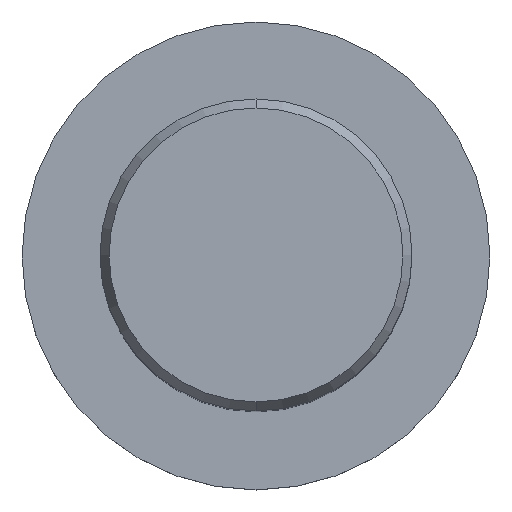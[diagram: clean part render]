
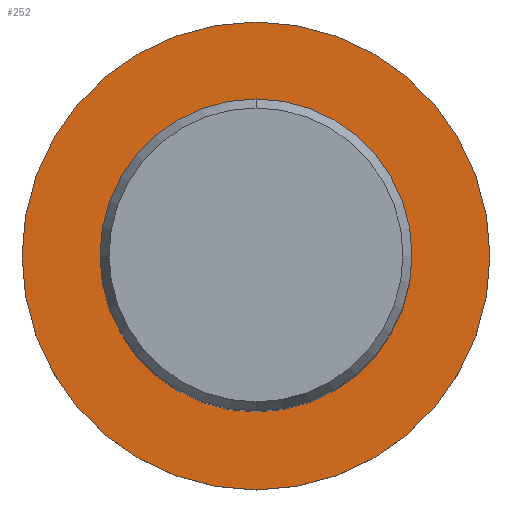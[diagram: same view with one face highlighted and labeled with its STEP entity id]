
A CAD part, top view. The second image highlights one B-rep face of the part: STEP entity #252.
In plain terms, the highlighted planar face has unit normal (0, 0, 1).
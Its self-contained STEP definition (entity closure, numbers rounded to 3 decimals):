
#236=EDGE_CURVE('',#406,#256,#573,.T.);
#252=ADVANCED_FACE('',(#591,#592),#593,.T.);
#256=VERTEX_POINT('',#597);
#326=EDGE_CURVE('',#360,#422,#675,.T.);
#360=VERTEX_POINT('',#715);
#406=VERTEX_POINT('',#764);
#422=VERTEX_POINT('',#783);
#482=EDGE_CURVE('',#422,#360,#844,.T.);
#488=EDGE_CURVE('',#256,#406,#851,.T.);
#573=CIRCLE('',#1002,16.0);
#591=FACE_BOUND('',#1046,.T.);
#592=FACE_OUTER_BOUND('',#1047,.T.);
#593=PLANE('',#1048);
#597=CARTESIAN_POINT('',(0.0,16.0,-60.0));
#675=CIRCLE('',#1225,24.0);
#715=CARTESIAN_POINT('',(0.,-24.0,-60.0));
#764=CARTESIAN_POINT('',(0.,-16.0,-60.0));
#783=CARTESIAN_POINT('',(0.0,24.0,-60.0));
#844=CIRCLE('',#1548,24.0);
#851=CIRCLE('',#1557,16.0);
#1002=AXIS2_PLACEMENT_3D('',#1660,#1661,#1662);
#1046=EDGE_LOOP('',(#1689,#1690));
#1047=EDGE_LOOP('',(#1691,#1692));
#1048=AXIS2_PLACEMENT_3D('',#1693,#1694,#1695);
#1225=AXIS2_PLACEMENT_3D('',#1793,#1794,#1795);
#1548=AXIS2_PLACEMENT_3D('',#1976,#1977,#1978);
#1557=AXIS2_PLACEMENT_3D('',#1990,#1991,#1992);
#1660=CARTESIAN_POINT('',(0.0,0.0,-60.0));
#1661=DIRECTION('',(-0.0,0.0,-1.0));
#1662=DIRECTION('',(0.0,1.0,0.0));
#1689=ORIENTED_EDGE('',*,*,#488,.T.);
#1690=ORIENTED_EDGE('',*,*,#236,.T.);
#1691=ORIENTED_EDGE('',*,*,#482,.F.);
#1692=ORIENTED_EDGE('',*,*,#326,.F.);
#1693=CARTESIAN_POINT('',(0.0,12.0,-60.0));
#1694=DIRECTION('',(-0.0,0.0,1.0));
#1695=DIRECTION('',(0.0,-1.0,0.0));
#1793=CARTESIAN_POINT('',(0.0,0.0,-60.0));
#1794=DIRECTION('',(0.0,0.0,-1.0));
#1795=DIRECTION('',(0.0,1.0,0.0));
#1976=CARTESIAN_POINT('',(0.0,0.0,-60.0));
#1977=DIRECTION('',(0.0,0.0,-1.0));
#1978=DIRECTION('',(0.0,1.0,0.0));
#1990=CARTESIAN_POINT('',(0.0,0.0,-60.0));
#1991=DIRECTION('',(-0.0,0.0,-1.0));
#1992=DIRECTION('',(0.0,1.0,0.0));
